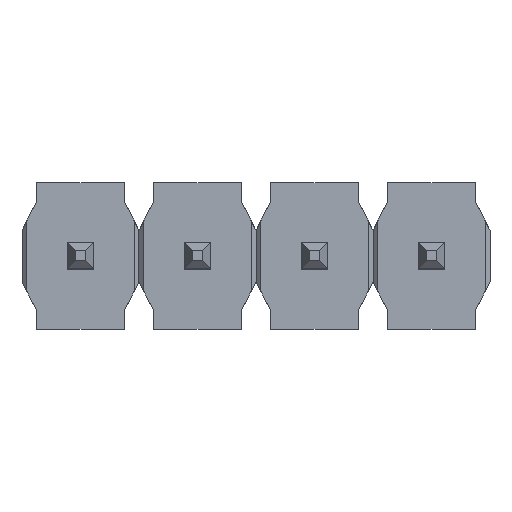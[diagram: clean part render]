
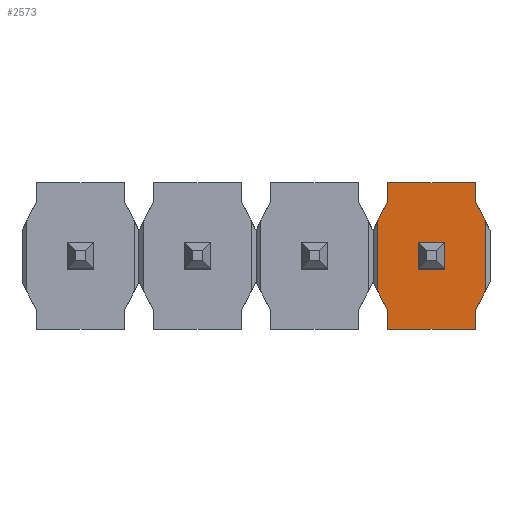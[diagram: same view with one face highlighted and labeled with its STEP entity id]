
A CAD part, top view. The second image highlights one B-rep face of the part: STEP entity #2573.
In plain terms, the highlighted planar face has unit normal (0, 0, 1).
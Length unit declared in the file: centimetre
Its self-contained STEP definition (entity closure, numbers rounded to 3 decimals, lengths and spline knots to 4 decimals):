
#15=FACE_BOUND('',#247,.T.);
#103=FACE_OUTER_BOUND('',#246,.T.);
#246=EDGE_LOOP('',(#1957,#1958,#1959,#1960,#1961,#1962,#1963,#1964,#1965,
#1966,#1967,#1968));
#247=EDGE_LOOP('',(#1969,#1970,#1971,#1972));
#317=LINE('',#3434,#678);
#325=LINE('',#3451,#686);
#331=LINE('',#3463,#692);
#334=LINE('',#3468,#695);
#491=LINE('',#3791,#852);
#496=LINE('',#3801,#857);
#501=LINE('',#3811,#862);
#506=LINE('',#3820,#867);
#509=LINE('',#3826,#870);
#510=LINE('',#3828,#871);
#511=LINE('',#3829,#872);
#512=LINE('',#3831,#873);
#513=LINE('',#3833,#874);
#514=LINE('',#3835,#875);
#515=LINE('',#3837,#876);
#516=LINE('',#3838,#877);
#678=VECTOR('',#2785,0.114);
#686=VECTOR('',#2797,0.114);
#692=VECTOR('',#2807,0.114);
#695=VECTOR('',#2812,0.114);
#852=VECTOR('',#3109,0.0965);
#857=VECTOR('',#3116,0.0965);
#862=VECTOR('',#3125,0.3031);
#867=VECTOR('',#3132,0.0965);
#870=VECTOR('',#3137,0.08);
#871=VECTOR('',#3138,0.38);
#872=VECTOR('',#3139,0.08);
#873=VECTOR('',#3140,0.3031);
#874=VECTOR('',#3141,0.0965);
#875=VECTOR('',#3142,0.08);
#876=VECTOR('',#3143,0.38);
#877=VECTOR('',#3144,0.08);
#1039=VERTEX_POINT('',#3432);
#1040=VERTEX_POINT('',#3433);
#1047=VERTEX_POINT('',#3450);
#1051=VERTEX_POINT('',#3462);
#1147=VERTEX_POINT('',#3788);
#1148=VERTEX_POINT('',#3790);
#1151=VERTEX_POINT('',#3798);
#1152=VERTEX_POINT('',#3800);
#1155=VERTEX_POINT('',#3810);
#1158=VERTEX_POINT('',#3819);
#1160=VERTEX_POINT('',#3825);
#1161=VERTEX_POINT('',#3827);
#1162=VERTEX_POINT('',#3830);
#1163=VERTEX_POINT('',#3832);
#1164=VERTEX_POINT('',#3834);
#1165=VERTEX_POINT('',#3836);
#1267=EDGE_CURVE('',#1039,#1040,#317,.T.);
#1275=EDGE_CURVE('',#1040,#1047,#325,.T.);
#1281=EDGE_CURVE('',#1051,#1039,#331,.T.);
#1284=EDGE_CURVE('',#1047,#1051,#334,.T.);
#1441=EDGE_CURVE('',#1148,#1147,#491,.T.);
#1446=EDGE_CURVE('',#1152,#1151,#496,.T.);
#1451=EDGE_CURVE('',#1148,#1155,#501,.T.);
#1456=EDGE_CURVE('',#1158,#1155,#506,.T.);
#1459=EDGE_CURVE('',#1147,#1160,#509,.T.);
#1460=EDGE_CURVE('',#1160,#1161,#510,.T.);
#1461=EDGE_CURVE('',#1161,#1152,#511,.T.);
#1462=EDGE_CURVE('',#1162,#1151,#512,.T.);
#1463=EDGE_CURVE('',#1162,#1163,#513,.T.);
#1464=EDGE_CURVE('',#1163,#1164,#514,.T.);
#1465=EDGE_CURVE('',#1164,#1165,#515,.T.);
#1466=EDGE_CURVE('',#1165,#1158,#516,.T.);
#1957=ORIENTED_EDGE('',*,*,#1451,.F.);
#1958=ORIENTED_EDGE('',*,*,#1441,.T.);
#1959=ORIENTED_EDGE('',*,*,#1459,.T.);
#1960=ORIENTED_EDGE('',*,*,#1460,.T.);
#1961=ORIENTED_EDGE('',*,*,#1461,.T.);
#1962=ORIENTED_EDGE('',*,*,#1446,.T.);
#1963=ORIENTED_EDGE('',*,*,#1462,.F.);
#1964=ORIENTED_EDGE('',*,*,#1463,.T.);
#1965=ORIENTED_EDGE('',*,*,#1464,.T.);
#1966=ORIENTED_EDGE('',*,*,#1465,.T.);
#1967=ORIENTED_EDGE('',*,*,#1466,.T.);
#1968=ORIENTED_EDGE('',*,*,#1456,.T.);
#1969=ORIENTED_EDGE('',*,*,#1284,.T.);
#1970=ORIENTED_EDGE('',*,*,#1281,.T.);
#1971=ORIENTED_EDGE('',*,*,#1267,.T.);
#1972=ORIENTED_EDGE('',*,*,#1275,.T.);
#2430=PLANE('',#2718);
#2573=ADVANCED_FACE('',(#103,#15),#2430,.T.);
#2718=AXIS2_PLACEMENT_3D('',#3824,#3135,#3136);
#2785=DIRECTION('',(0.,1.,0.));
#2797=DIRECTION('',(1.,0.,0.));
#2807=DIRECTION('',(-1.,0.,0.));
#2812=DIRECTION('',(0.,-1.,0.));
#3109=DIRECTION('',(0.456,-0.89,0.));
#3116=DIRECTION('',(0.456,0.89,0.));
#3125=DIRECTION('',(0.,1.,0.));
#3132=DIRECTION('',(-0.456,-0.89,0.));
#3135=DIRECTION('center_axis',(0.,0.,
1.));
#3136=DIRECTION('ref_axis',(1.,0.,0.));
#3137=DIRECTION('',(0.,-1.,0.));
#3138=DIRECTION('',(1.,0.,0.));
#3139=DIRECTION('',(0.,1.,0.));
#3140=DIRECTION('',(0.,-1.,0.));
#3141=DIRECTION('',(-0.456,0.89,0.));
#3142=DIRECTION('',(0.,1.,0.));
#3143=DIRECTION('',(-1.,0.,0.));
#3144=DIRECTION('',(0.,-1.,0.));
#3432=CARTESIAN_POINT('',(-0.0186,0.0372,0.127));
#3433=CARTESIAN_POINT('',(-0.0186,0.1512,0.127));
#3434=CARTESIAN_POINT('',(-0.0186,0.1227,0.127));
#3450=CARTESIAN_POINT('',(0.0954,0.1512,0.127));
#3451=CARTESIAN_POINT('',(0.0384,0.1512,0.127));
#3462=CARTESIAN_POINT('',(0.0954,0.0372,0.127));
#3463=CARTESIAN_POINT('',(0.0099,0.0372,0.127));
#3468=CARTESIAN_POINT('',(0.0954,0.0657,0.127));
#3788=CARTESIAN_POINT('',(-0.1516,-0.1433,0.127));
#3790=CARTESIAN_POINT('',(-0.1956,-0.0574,0.127));
#3791=CARTESIAN_POINT('',(-0.2156,-0.0183,0.127));
#3798=CARTESIAN_POINT('',(0.2724,-0.0574,0.127));
#3800=CARTESIAN_POINT('',(0.2284,-0.1433,0.127));
#3801=CARTESIAN_POINT('',(0.2284,-0.1433,0.127));
#3810=CARTESIAN_POINT('',(-0.1956,0.2457,0.127));
#3811=CARTESIAN_POINT('',(-0.1956,0.1504,0.127));
#3819=CARTESIAN_POINT('',(-0.1516,0.3317,0.127));
#3820=CARTESIAN_POINT('',(-0.1516,0.3317,0.127));
#3824=CARTESIAN_POINT('Origin',(0.0384,0.0942,0.127));
#3825=CARTESIAN_POINT('',(-0.1516,-0.2233,0.127));
#3826=CARTESIAN_POINT('',(-0.1516,-0.1433,0.127));
#3827=CARTESIAN_POINT('',(0.2284,-0.2233,0.127));
#3828=CARTESIAN_POINT('',(-0.1516,-0.2233,0.127));
#3829=CARTESIAN_POINT('',(0.2284,-0.2233,0.127));
#3830=CARTESIAN_POINT('',(0.2724,0.2457,0.127));
#3831=CARTESIAN_POINT('',(0.2724,0.0379,0.127));
#3832=CARTESIAN_POINT('',(0.2284,0.3317,0.127));
#3833=CARTESIAN_POINT('',(0.2924,0.2067,0.127));
#3834=CARTESIAN_POINT('',(0.2284,0.4117,0.127));
#3835=CARTESIAN_POINT('',(0.2284,0.3317,0.127));
#3836=CARTESIAN_POINT('',(-0.1516,0.4117,0.127));
#3837=CARTESIAN_POINT('',(0.2284,0.4117,0.127));
#3838=CARTESIAN_POINT('',(-0.1516,0.4117,0.127));
